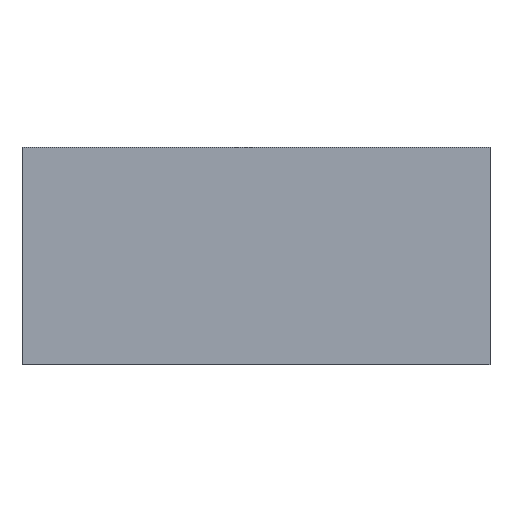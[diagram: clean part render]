
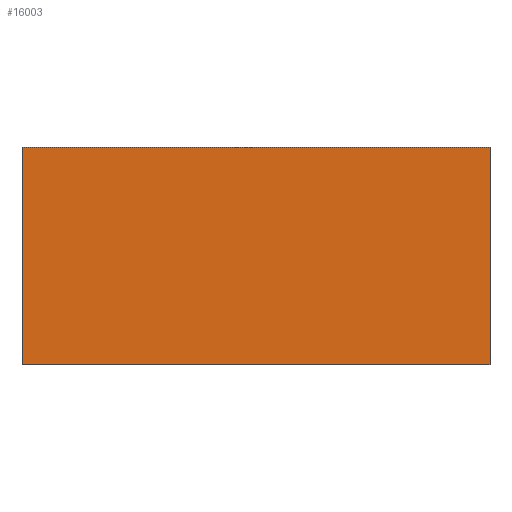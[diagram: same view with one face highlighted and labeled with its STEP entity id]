
A CAD part, front view. The second image highlights one B-rep face of the part: STEP entity #16003.
In plain terms, the highlighted planar face has unit normal (0, -1, 0).
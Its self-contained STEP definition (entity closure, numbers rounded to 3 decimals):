
#934 = EDGE_CURVE ( 'NONE', #14977, #5840, #9833, .T. ) ;
#1086 = VERTEX_POINT ( 'NONE', #11621 ) ;
#3620 = LINE ( 'NONE', #23144, #32629 ) ;
#5840 = VERTEX_POINT ( 'NONE', #21270 ) ;
#6516 = DIRECTION ( 'NONE',  ( 0., -1., 0. ) ) ;
#8527 = ORIENTED_EDGE ( 'NONE', *, *, #9947, .T. ) ;
#9214 = CARTESIAN_POINT ( 'NONE',  ( 140., -20., 65. ) ) ;
#9352 = DIRECTION ( 'NONE',  ( 1., 0., 0. ) ) ;
#9604 = ORIENTED_EDGE ( 'NONE', *, *, #11131, .T. ) ;
#9833 = LINE ( 'NONE', #14882, #17907 ) ;
#9947 = EDGE_CURVE ( 'NONE', #23580, #14977, #19788, .T. ) ;
#11131 = EDGE_CURVE ( 'NONE', #1086, #23580, #3620, .T. ) ;
#11621 = CARTESIAN_POINT ( 'NONE',  ( -140., -20., -65. ) ) ;
#11926 = DIRECTION ( 'NONE',  ( 0., 0., -1. ) ) ;
#12812 = EDGE_CURVE ( 'NONE', #5840, #1086, #13182, .T. ) ;
#13182 = LINE ( 'NONE', #18370, #26891 ) ;
#13878 = ORIENTED_EDGE ( 'NONE', *, *, #934, .T. ) ;
#14882 = CARTESIAN_POINT ( 'NONE',  ( -140., -20., 65. ) ) ;
#14977 = VERTEX_POINT ( 'NONE', #28029 ) ;
#16003 = ADVANCED_FACE ( 'NONE', ( #19969 ), #25350, .T. ) ;
#17024 = AXIS2_PLACEMENT_3D ( 'NONE', #27852, #6516, #11926 ) ;
#17907 = VECTOR ( 'NONE', #20767, 1000. ) ;
#18370 = CARTESIAN_POINT ( 'NONE',  ( -140., -20., 65. ) ) ;
#19788 = LINE ( 'NONE', #9214, #30193 ) ;
#19969 = FACE_OUTER_BOUND ( 'NONE', #22846, .T. ) ;
#20767 = DIRECTION ( 'NONE',  ( -1., 0., 0. ) ) ;
#21270 = CARTESIAN_POINT ( 'NONE',  ( -140., -20., 65. ) ) ;
#22846 = EDGE_LOOP ( 'NONE', ( #23012, #9604, #8527, #13878 ) ) ;
#23012 = ORIENTED_EDGE ( 'NONE', *, *, #12812, .T. ) ;
#23144 = CARTESIAN_POINT ( 'NONE',  ( -140., -20., -65. ) ) ;
#23580 = VERTEX_POINT ( 'NONE', #25325 ) ;
#25325 = CARTESIAN_POINT ( 'NONE',  ( 140., -20., -65. ) ) ;
#25350 = PLANE ( 'NONE',  #17024 ) ;
#25885 = DIRECTION ( 'NONE',  ( 0., 0., 1. ) ) ;
#26891 = VECTOR ( 'NONE', #28762, 1000. ) ;
#27852 = CARTESIAN_POINT ( 'NONE',  ( 0., -20., 0. ) ) ;
#28029 = CARTESIAN_POINT ( 'NONE',  ( 140., -20., 65. ) ) ;
#28762 = DIRECTION ( 'NONE',  ( 0., 0., -1. ) ) ;
#30193 = VECTOR ( 'NONE', #25885, 1000. ) ;
#32629 = VECTOR ( 'NONE', #9352, 1000. ) ;
